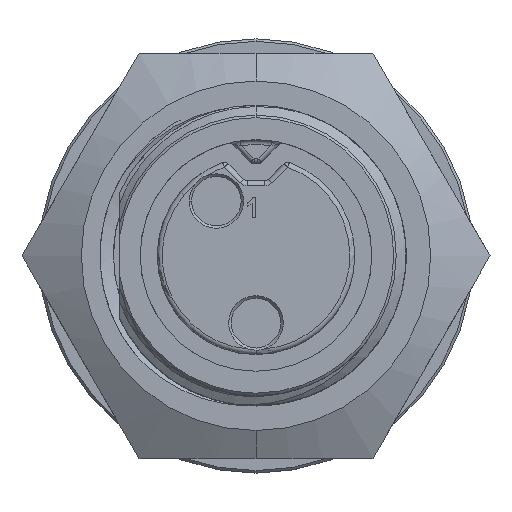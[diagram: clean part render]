
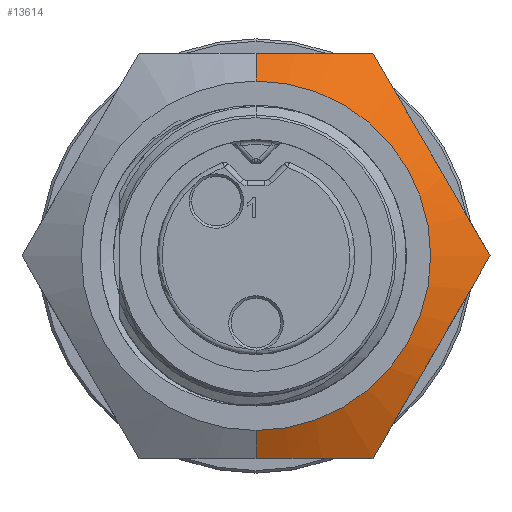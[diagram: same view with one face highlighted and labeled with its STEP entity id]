
A CAD part, top view. The second image highlights one B-rep face of the part: STEP entity #13614.
In plain terms, the highlighted conical face has half-angle 61.689 degrees and reference radius 11.926 mm.
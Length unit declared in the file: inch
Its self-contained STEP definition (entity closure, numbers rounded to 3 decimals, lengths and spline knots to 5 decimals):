
#1849 = CARTESIAN_POINT ( 'NONE',  ( 0.33155, 0.23774, -0.03018 ) ) ;
#2004 = CARTESIAN_POINT ( 'NONE',  ( 0.2344, 0.406, -0.064 ) ) ;
#2324 = CARTESIAN_POINT ( 'NONE',  ( 0., 0.35, 0. ) ) ;
#2431 = CARTESIAN_POINT ( 'NONE',  ( 0.39133, -0.13419, -0.0334 ) ) ;
#2988 = CARTESIAN_POINT ( 'NONE',  ( 0., -0.35, 0. ) ) ;
#3816 = CARTESIAN_POINT ( 'NONE',  ( 0.37135, 0.1688, -0.03095 ) ) ;
#4415 = CARTESIAN_POINT ( 'NONE',  ( 0.34184, -0.21992, -0.03016 ) ) ;
#4514 = CONICAL_SURFACE ( 'NONE', #8340, 0.46952, 1.077 ) ;
#4715 = CARTESIAN_POINT ( 'NONE',  ( 0.2344, -0.406, -0.064 ) ) ;
#5078 = EDGE_CURVE ( 'NONE', #23730, #11586, #21163, .T. ) ;
#5517 = VERTEX_POINT ( 'NONE', #18093 ) ;
#5620 = EDGE_LOOP ( 'NONE', ( #22664, #24723, #21239, #15011, #23531, #10721, #14554 ) ) ;
#5820 = CARTESIAN_POINT ( 'NONE',  ( 0.40094, 0.11756, -0.0363 ) ) ;
#5978 = EDGE_CURVE ( 'NONE', #8456, #11586, #11537, .T. ) ;
#6270 = CARTESIAN_POINT ( 'NONE',  ( 0., 0.46952, -0.06438 ) ) ;
#6424 = CARTESIAN_POINT ( 'NONE',  ( 0.3121, -0.27143, -0.03402 ) ) ;
#6722 = CARTESIAN_POINT ( 'NONE',  ( 0.03983, -0.406, -0.03017 ) ) ;
#6936 = CARTESIAN_POINT ( 'NONE',  ( 0., 0., 0. ) ) ;
#7004 = CARTESIAN_POINT ( 'NONE',  ( 0.46881, 0., -0.064 ) ) ;
#7051 = CARTESIAN_POINT ( 'NONE',  ( 0.01986, 0.406, -0.03017 ) ) ;
#7442 = EDGE_CURVE ( 'NONE', #5517, #9917, #25159, .T. ) ;
#7753 = CARTESIAN_POINT ( 'NONE',  ( 0.25359, 0.37277, -0.05366 ) ) ;
#7845 = CARTESIAN_POINT ( 'NONE',  ( 0.4496, 0.03326, -0.05365 ) ) ;
#8120 = VERTEX_POINT ( 'NONE', #2324 ) ;
#8340 = AXIS2_PLACEMENT_3D ( 'NONE', #13647, #21536, #23534 ) ;
#8454 = CARTESIAN_POINT ( 'NONE',  ( 0.27295, -0.33923, -0.04513 ) ) ;
#8456 = VERTEX_POINT ( 'NONE', #9586 ) ;
#8962 = DIRECTION ( 'NONE',  ( 0., 1., 0. ) ) ;
#9036 = CARTESIAN_POINT ( 'NONE',  ( 0., -0.406, -0.03017 ) ) ;
#9072 = CARTESIAN_POINT ( 'NONE',  ( 0.07924, 0.406, -0.03404 ) ) ;
#9395 = LINE ( 'NONE', #6270, #13939 ) ;
#9586 = CARTESIAN_POINT ( 'NONE',  ( 0.2344, -0.406, -0.064 ) ) ;
#9694 = DIRECTION ( 'NONE',  ( 0., -0.88, -0.474 ) ) ;
#9917 = VERTEX_POINT ( 'NONE', #2004 ) ;
#10262 = DIRECTION ( 'NONE',  ( 0., 0.88, -0.474 ) ) ;
#10410 = CARTESIAN_POINT ( 'NONE',  ( 0.2344, -0.406, -0.064 ) ) ;
#10611 = CARTESIAN_POINT ( 'NONE',  ( 0.1573, -0.406, -0.04514 ) ) ;
#10721 = ORIENTED_EDGE ( 'NONE', *, *, #7442, .F. ) ;
#11008 = CARTESIAN_POINT ( 'NONE',  ( 0.15742, 0.406, -0.04516 ) ) ;
#11050 = B_SPLINE_CURVE_WITH_KNOTS ( 'NONE', 3,
 ( #12248, #24011, #14214, #2431, #16155, #4415, #18143, #6424, #20115, #8454, #22112, #10410 ),
 .UNSPECIFIED., .F., .F.,
 ( 4, 2, 2, 2, 2, 4 ),
 ( 0., 0.003, 0.00601, 0.00751, 0.00901, 0.01201 ),
 .UNSPECIFIED. ) ;
#11373 = EDGE_CURVE ( 'NONE', #9917, #13132, #23032, .T. ) ;
#11537 = B_SPLINE_CURVE_WITH_KNOTS ( 'NONE', 3,
 ( #4715, #16453, #10611, #18434, #6722, #20409 ),
 .UNSPECIFIED., .F., .F.,
 ( 4, 2, 4 ),
 ( 0., 0.00301, 0.00602 ),
 .UNSPECIFIED. ) ;
#11586 = VERTEX_POINT ( 'NONE', #9036 ) ;
#12248 = CARTESIAN_POINT ( 'NONE',  ( 0.46881, 0., -0.064 ) ) ;
#12917 = CARTESIAN_POINT ( 'NONE',  ( 0.2344, 0.406, -0.064 ) ) ;
#13132 = VERTEX_POINT ( 'NONE', #7004 ) ;
#13273 = CIRCLE ( 'NONE', #21103, 0.35 ) ;
#13614 = ADVANCED_FACE ( 'NONE', ( #20173 ), #4514, .T. ) ;
#13625 = CARTESIAN_POINT ( 'NONE',  ( 0.31188, 0.27181, -0.0334 ) ) ;
#13647 = CARTESIAN_POINT ( 'NONE',  ( 0., 0., -0.06438 ) ) ;
#13939 = VECTOR ( 'NONE', #10262, 39.37008 ) ;
#14214 = CARTESIAN_POINT ( 'NONE',  ( 0.43031, -0.06668, -0.04516 ) ) ;
#14554 = ORIENTED_EDGE ( 'NONE', *, *, #15852, .F. ) ;
#15011 = ORIENTED_EDGE ( 'NONE', *, *, #25255, .F. ) ;
#15291 = VECTOR ( 'NONE', #9694, 39.37008 ) ;
#15556 = CARTESIAN_POINT ( 'NONE',  ( 0.36138, 0.18608, -0.03016 ) ) ;
#15852 = EDGE_CURVE ( 'NONE', #8120, #5517, #9395, .T. ) ;
#16155 = CARTESIAN_POINT ( 'NONE',  ( 0.37166, -0.16826, -0.03018 ) ) ;
#16453 = CARTESIAN_POINT ( 'NONE',  ( 0.19597, -0.406, -0.05365 ) ) ;
#16767 = CARTESIAN_POINT ( 'NONE',  ( 0., 0.406, -0.03017 ) ) ;
#17280 = EDGE_CURVE ( 'NONE', #23730, #8120, #13273, .T. ) ;
#17550 = CARTESIAN_POINT ( 'NONE',  ( 0.39111, 0.13457, -0.03402 ) ) ;
#18093 = CARTESIAN_POINT ( 'NONE',  ( 0., 0.406, -0.03017 ) ) ;
#18143 = CARTESIAN_POINT ( 'NONE',  ( 0.33186, -0.2372, -0.03095 ) ) ;
#18434 = CARTESIAN_POINT ( 'NONE',  ( 0.07923, -0.406, -0.03337 ) ) ;
#19376 = CARTESIAN_POINT ( 'NONE',  ( 0., -0.46952, -0.06438 ) ) ;
#19526 = CARTESIAN_POINT ( 'NONE',  ( 0.43026, 0.06677, -0.04513 ) ) ;
#20115 = CARTESIAN_POINT ( 'NONE',  ( 0.30228, -0.28844, -0.0363 ) ) ;
#20173 = FACE_OUTER_BOUND ( 'NONE', #5620, .T. ) ;
#20409 = CARTESIAN_POINT ( 'NONE',  ( 0., -0.406, -0.03017 ) ) ;
#20609 = DIRECTION ( 'NONE',  ( 0., 0., 1. ) ) ;
#20734 = CARTESIAN_POINT ( 'NONE',  ( 0.03978, 0.406, -0.03096 ) ) ;
#21103 = AXIS2_PLACEMENT_3D ( 'NONE', #6936, #20609, #8962 ) ;
#21163 = LINE ( 'NONE', #19376, #15291 ) ;
#21239 = ORIENTED_EDGE ( 'NONE', *, *, #5978, .F. ) ;
#21427 = CARTESIAN_POINT ( 'NONE',  ( 0.2344, 0.406, -0.064 ) ) ;
#21513 = CARTESIAN_POINT ( 'NONE',  ( 0.46881, 0., -0.064 ) ) ;
#21536 = DIRECTION ( 'NONE',  ( 0., 0., -1. ) ) ;
#22112 = CARTESIAN_POINT ( 'NONE',  ( 0.25361, -0.37274, -0.05365 ) ) ;
#22664 = ORIENTED_EDGE ( 'NONE', *, *, #17280, .F. ) ;
#22725 = CARTESIAN_POINT ( 'NONE',  ( 0.09886, 0.406, -0.03633 ) ) ;
#23032 = B_SPLINE_CURVE_WITH_KNOTS ( 'NONE', 3,
 ( #21427, #7753, #25391, #13625, #1849, #15556, #3816, #17550, #5820, #19526, #7845, #21513 ),
 .UNSPECIFIED., .F., .F.,
 ( 4, 2, 2, 2, 2, 4 ),
 ( 0., 0.003, 0.00601, 0.00751, 0.00901, 0.01201 ),
 .UNSPECIFIED. ) ;
#23531 = ORIENTED_EDGE ( 'NONE', *, *, #11373, .F. ) ;
#23534 = DIRECTION ( 'NONE',  ( 0., 1., 0. ) ) ;
#23730 = VERTEX_POINT ( 'NONE', #2988 ) ;
#24011 = CARTESIAN_POINT ( 'NONE',  ( 0.44962, -0.03323, -0.05366 ) ) ;
#24710 = CARTESIAN_POINT ( 'NONE',  ( 0.19605, 0.406, -0.05367 ) ) ;
#24723 = ORIENTED_EDGE ( 'NONE', *, *, #5078, .T. ) ;
#25159 = B_SPLINE_CURVE_WITH_KNOTS ( 'NONE', 3,
 ( #16767, #7051, #20734, #9072, #22725, #11008, #24710, #12917 ),
 .UNSPECIFIED., .F., .F.,
 ( 4, 2, 2, 4 ),
 ( 0.00602, 0.00751, 0.00901, 0.01201 ),
 .UNSPECIFIED. ) ;
#25255 = EDGE_CURVE ( 'NONE', #13132, #8456, #11050, .T. ) ;
#25391 = CARTESIAN_POINT ( 'NONE',  ( 0.2729, 0.33932, -0.04516 ) ) ;
